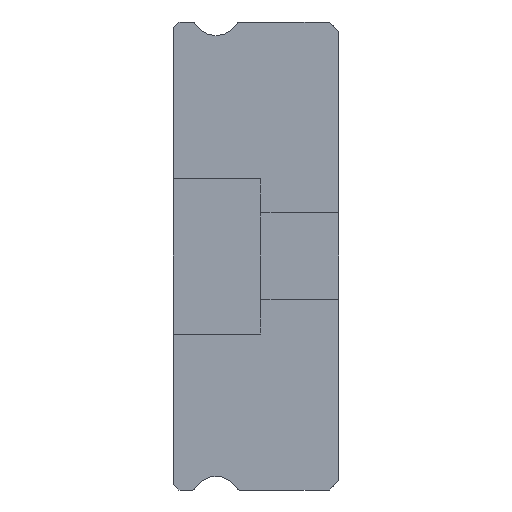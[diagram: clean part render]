
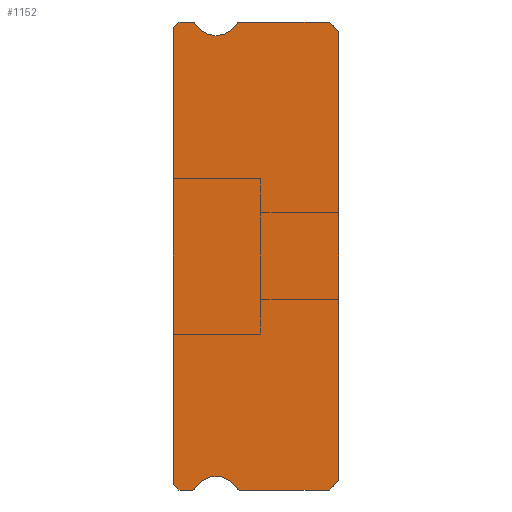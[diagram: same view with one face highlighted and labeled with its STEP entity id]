
A CAD part, left-side view. The second image highlights one B-rep face of the part: STEP entity #1152.
In plain terms, the highlighted planar face has unit normal (-1, 0, 0).
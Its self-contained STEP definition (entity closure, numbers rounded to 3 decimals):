
#10 = EDGE_CURVE ( 'NONE', #2158, #2273, #5660, .T. ) ;
#104 = CARTESIAN_POINT ( 'NONE',  ( -5., 8.5, 11.85 ) ) ;
#108 = VERTEX_POINT ( 'NONE', #7086 ) ;
#176 = CIRCLE ( 'NONE', #3138, 1.25 ) ;
#188 = EDGE_CURVE ( 'NONE', #6255, #5004, #3424, .T. ) ;
#242 = CIRCLE ( 'NONE', #2223, 1.25 ) ;
#301 = EDGE_CURVE ( 'NONE', #3201, #4189, #4748, .T. ) ;
#372 = CIRCLE ( 'NONE', #7447, 0.15 ) ;
#421 = LINE ( 'NONE', #6876, #5077 ) ;
#472 = VECTOR ( 'NONE', #4790, 1000. ) ;
#487 = EDGE_CURVE ( 'NONE', #2168, #5545, #7315, .T. ) ;
#522 = EDGE_CURVE ( 'NONE', #6378, #4189, #5691, .T. ) ;
#560 = CARTESIAN_POINT ( 'NONE',  ( -5., 0., -11.5 ) ) ;
#705 = CARTESIAN_POINT ( 'NONE',  ( -5., 7.512, 12. ) ) ;
#711 = VECTOR ( 'NONE', #7659, 1000. ) ;
#717 = DIRECTION ( 'NONE',  ( 0., 0., -1. ) ) ;
#748 = CARTESIAN_POINT ( 'NONE',  ( -5., 5.088, 12. ) ) ;
#809 = DIRECTION ( 'NONE',  ( 0., 0., -1. ) ) ;
#911 = ORIENTED_EDGE ( 'NONE', *, *, #10, .T. ) ;
#935 = LINE ( 'NONE', #2676, #7580 ) ;
#940 = ORIENTED_EDGE ( 'NONE', *, *, #2359, .F. ) ;
#1020 = DIRECTION ( 'NONE',  ( 0., 0., -1. ) ) ;
#1152 = ADVANCED_FACE ( 'NONE', ( #6013 ), #6128, .F. ) ;
#1194 = EDGE_CURVE ( 'NONE', #2168, #6255, #2685, .T. ) ;
#1431 = DIRECTION ( 'NONE',  ( 0., 0.707, -0.707 ) ) ;
#1446 = CARTESIAN_POINT ( 'NONE',  ( -5., 0., 11.5 ) ) ;
#1470 = VECTOR ( 'NONE', #6250, 1000. ) ;
#1537 = EDGE_CURVE ( 'NONE', #2659, #2555, #4820, .T. ) ;
#1564 = EDGE_CURVE ( 'NONE', #2555, #6378, #1795, .T. ) ;
#1600 = DIRECTION ( 'NONE',  ( -1., 0., 0. ) ) ;
#1669 = CARTESIAN_POINT ( 'NONE',  ( -5., 0.5, 12. ) ) ;
#1795 = LINE ( 'NONE', #705, #472 ) ;
#1839 = DIRECTION ( 'NONE',  ( -1., 0., 0. ) ) ;
#1843 = CARTESIAN_POINT ( 'NONE',  ( -5., 6.3, -12.55 ) ) ;
#1898 = EDGE_CURVE ( 'NONE', #6908, #108, #421, .T. ) ;
#1924 = ORIENTED_EDGE ( 'NONE', *, *, #2254, .F. ) ;
#1953 = DIRECTION ( 'NONE',  ( 1., 0., 0. ) ) ;
#1979 = ORIENTED_EDGE ( 'NONE', *, *, #4228, .T. ) ;
#2021 = DIRECTION ( 'NONE',  ( 0., 1., 0. ) ) ;
#2063 = DIRECTION ( 'NONE',  ( 0., -0.707, -0.707 ) ) ;
#2158 = VERTEX_POINT ( 'NONE', #3474 ) ;
#2168 = VERTEX_POINT ( 'NONE', #2849 ) ;
#2223 = AXIS2_PLACEMENT_3D ( 'NONE', #1843, #4212, #717 ) ;
#2254 = EDGE_CURVE ( 'NONE', #5106, #5236, #4325, .T. ) ;
#2273 = VERTEX_POINT ( 'NONE', #3121 ) ;
#2349 = CARTESIAN_POINT ( 'NONE',  ( -5., 6.3, 12.55 ) ) ;
#2359 = EDGE_CURVE ( 'NONE', #4057, #3517, #242, .T. ) ;
#2434 = VECTOR ( 'NONE', #3679, 1000. ) ;
#2555 = VERTEX_POINT ( 'NONE', #748 ) ;
#2577 = ORIENTED_EDGE ( 'NONE', *, *, #6328, .F. ) ;
#2659 = VERTEX_POINT ( 'NONE', #3028 ) ;
#2676 = CARTESIAN_POINT ( 'NONE',  ( -5., 8.2, -12. ) ) ;
#2685 = CIRCLE ( 'NONE', #4810, 0.15 ) ;
#2849 = CARTESIAN_POINT ( 'NONE',  ( -5., 7.512, 12. ) ) ;
#2953 = VECTOR ( 'NONE', #6756, 1000. ) ;
#2974 = ORIENTED_EDGE ( 'NONE', *, *, #301, .T. ) ;
#3028 = CARTESIAN_POINT ( 'NONE',  ( -5., 5.217, 11.925 ) ) ;
#3036 = CARTESIAN_POINT ( 'NONE',  ( -5., 7.512, 11.85 ) ) ;
#3074 = ORIENTED_EDGE ( 'NONE', *, *, #4931, .T. ) ;
#3121 = CARTESIAN_POINT ( 'NONE',  ( -5., 7.512, -12. ) ) ;
#3138 = AXIS2_PLACEMENT_3D ( 'NONE', #2349, #1839, #5861 ) ;
#3141 = CARTESIAN_POINT ( 'NONE',  ( -5., 8.5, 11.7 ) ) ;
#3160 = DIRECTION ( 'NONE',  ( 1., 0., 0. ) ) ;
#3169 = EDGE_CURVE ( 'NONE', #3517, #2273, #372, .T. ) ;
#3177 = CARTESIAN_POINT ( 'NONE',  ( -5., 5.088, -11.85 ) ) ;
#3201 = VERTEX_POINT ( 'NONE', #560 ) ;
#3362 = ORIENTED_EDGE ( 'NONE', *, *, #188, .F. ) ;
#3404 = ORIENTED_EDGE ( 'NONE', *, *, #1898, .F. ) ;
#3424 = CIRCLE ( 'NONE', #3666, 1.25 ) ;
#3474 = CARTESIAN_POINT ( 'NONE',  ( -5., 8.2, -12. ) ) ;
#3517 = VERTEX_POINT ( 'NONE', #4510 ) ;
#3522 = CARTESIAN_POINT ( 'NONE',  ( -5., 8.5, -11.7 ) ) ;
#3568 = DIRECTION ( 'NONE',  ( 0., 0., -1. ) ) ;
#3666 = AXIS2_PLACEMENT_3D ( 'NONE', #6934, #1600, #1020 ) ;
#3679 = DIRECTION ( 'NONE',  ( 0., 0., 1. ) ) ;
#3710 = ORIENTED_EDGE ( 'NONE', *, *, #1537, .F. ) ;
#3754 = ORIENTED_EDGE ( 'NONE', *, *, #3905, .F. ) ;
#3811 = ORIENTED_EDGE ( 'NONE', *, *, #3169, .F. ) ;
#3828 = DIRECTION ( 'NONE',  ( 1., 0., 0. ) ) ;
#3880 = CARTESIAN_POINT ( 'NONE',  ( -5., 7.512, -12. ) ) ;
#3905 = EDGE_CURVE ( 'NONE', #108, #4057, #4725, .T. ) ;
#4007 = CARTESIAN_POINT ( 'NONE',  ( -5., 8.5, 11.7 ) ) ;
#4044 = DIRECTION ( 'NONE',  ( 1., 0., 0. ) ) ;
#4050 = AXIS2_PLACEMENT_3D ( 'NONE', #7250, #1953, #6718 ) ;
#4057 = VERTEX_POINT ( 'NONE', #7541 ) ;
#4189 = VERTEX_POINT ( 'NONE', #1446 ) ;
#4193 = CARTESIAN_POINT ( 'NONE',  ( -5., 7.383, 11.925 ) ) ;
#4212 = DIRECTION ( 'NONE',  ( -1., 0., 0. ) ) ;
#4228 = EDGE_CURVE ( 'NONE', #5545, #5236, #5703, .T. ) ;
#4325 = LINE ( 'NONE', #104, #2953 ) ;
#4423 = CARTESIAN_POINT ( 'NONE',  ( -5., 8.2, 12. ) ) ;
#4466 = CARTESIAN_POINT ( 'NONE',  ( -5., 8.2, 12. ) ) ;
#4510 = CARTESIAN_POINT ( 'NONE',  ( -5., 7.383, -11.925 ) ) ;
#4668 = VECTOR ( 'NONE', #7443, 1000. ) ;
#4725 = CIRCLE ( 'NONE', #6096, 0.15 ) ;
#4748 = LINE ( 'NONE', #5450, #2434 ) ;
#4790 = DIRECTION ( 'NONE',  ( 0., -1., 0. ) ) ;
#4810 = AXIS2_PLACEMENT_3D ( 'NONE', #3036, #3160, #6673 ) ;
#4820 = CIRCLE ( 'NONE', #7174, 0.15 ) ;
#4931 = EDGE_CURVE ( 'NONE', #5106, #2158, #935, .T. ) ;
#5004 = VERTEX_POINT ( 'NONE', #5504 ) ;
#5077 = VECTOR ( 'NONE', #7418, 1000. ) ;
#5106 = VERTEX_POINT ( 'NONE', #3522 ) ;
#5135 = ORIENTED_EDGE ( 'NONE', *, *, #7513, .F. ) ;
#5236 = VERTEX_POINT ( 'NONE', #3141 ) ;
#5436 = ORIENTED_EDGE ( 'NONE', *, *, #1564, .F. ) ;
#5450 = CARTESIAN_POINT ( 'NONE',  ( -5., 0., 11.5 ) ) ;
#5490 = ORIENTED_EDGE ( 'NONE', *, *, #522, .F. ) ;
#5504 = CARTESIAN_POINT ( 'NONE',  ( -5., 6.3, 11.3 ) ) ;
#5531 = CARTESIAN_POINT ( 'NONE',  ( -5., 5.088, 11.85 ) ) ;
#5545 = VERTEX_POINT ( 'NONE', #4423 ) ;
#5610 = EDGE_LOOP ( 'NONE', ( #1924, #3074, #911, #3811, #940, #3754, #3404, #2577, #2974, #5490, #5436, #3710, #5135, #3362, #7489, #7524, #1979 ) ) ;
#5660 = LINE ( 'NONE', #3880, #4668 ) ;
#5691 = LINE ( 'NONE', #1669, #711 ) ;
#5703 = LINE ( 'NONE', #4007, #1470 ) ;
#5732 = LINE ( 'NONE', #7397, #6866 ) ;
#5861 = DIRECTION ( 'NONE',  ( 0., 0., -1. ) ) ;
#5926 = VECTOR ( 'NONE', #2021, 1000. ) ;
#6013 = FACE_OUTER_BOUND ( 'NONE', #5610, .T. ) ;
#6096 = AXIS2_PLACEMENT_3D ( 'NONE', #3177, #3828, #809 ) ;
#6128 = PLANE ( 'NONE',  #4050 ) ;
#6250 = DIRECTION ( 'NONE',  ( 0., 0.707, -0.707 ) ) ;
#6255 = VERTEX_POINT ( 'NONE', #4193 ) ;
#6328 = EDGE_CURVE ( 'NONE', #3201, #6908, #5732, .T. ) ;
#6378 = VERTEX_POINT ( 'NONE', #7317 ) ;
#6458 = CARTESIAN_POINT ( 'NONE',  ( -5., 0.5, -12. ) ) ;
#6673 = DIRECTION ( 'NONE',  ( 0., 0., -1. ) ) ;
#6718 = DIRECTION ( 'NONE',  ( 0., 0., -1. ) ) ;
#6756 = DIRECTION ( 'NONE',  ( 0., 0., 1. ) ) ;
#6866 = VECTOR ( 'NONE', #1431, 1000. ) ;
#6876 = CARTESIAN_POINT ( 'NONE',  ( -5., 7.512, -12. ) ) ;
#6908 = VERTEX_POINT ( 'NONE', #6458 ) ;
#6934 = CARTESIAN_POINT ( 'NONE',  ( -5., 6.3, 12.55 ) ) ;
#7018 = CARTESIAN_POINT ( 'NONE',  ( -5., 7.512, -11.85 ) ) ;
#7086 = CARTESIAN_POINT ( 'NONE',  ( -5., 5.088, -12. ) ) ;
#7124 = DIRECTION ( 'NONE',  ( 1., 0., 0. ) ) ;
#7174 = AXIS2_PLACEMENT_3D ( 'NONE', #5531, #7124, #3568 ) ;
#7250 = CARTESIAN_POINT ( 'NONE',  ( -5., 7.512, 11.85 ) ) ;
#7315 = LINE ( 'NONE', #4466, #5926 ) ;
#7317 = CARTESIAN_POINT ( 'NONE',  ( -5., 0.5, 12. ) ) ;
#7397 = CARTESIAN_POINT ( 'NONE',  ( -5., 0., -11.5 ) ) ;
#7418 = DIRECTION ( 'NONE',  ( 0., 1., 0. ) ) ;
#7443 = DIRECTION ( 'NONE',  ( 0., -1., 0. ) ) ;
#7447 = AXIS2_PLACEMENT_3D ( 'NONE', #7018, #4044, #7598 ) ;
#7489 = ORIENTED_EDGE ( 'NONE', *, *, #1194, .F. ) ;
#7513 = EDGE_CURVE ( 'NONE', #5004, #2659, #176, .T. ) ;
#7524 = ORIENTED_EDGE ( 'NONE', *, *, #487, .T. ) ;
#7541 = CARTESIAN_POINT ( 'NONE',  ( -5., 5.217, -11.925 ) ) ;
#7580 = VECTOR ( 'NONE', #2063, 1000. ) ;
#7598 = DIRECTION ( 'NONE',  ( 0., 0., -1. ) ) ;
#7659 = DIRECTION ( 'NONE',  ( 0., -0.707, -0.707 ) ) ;
